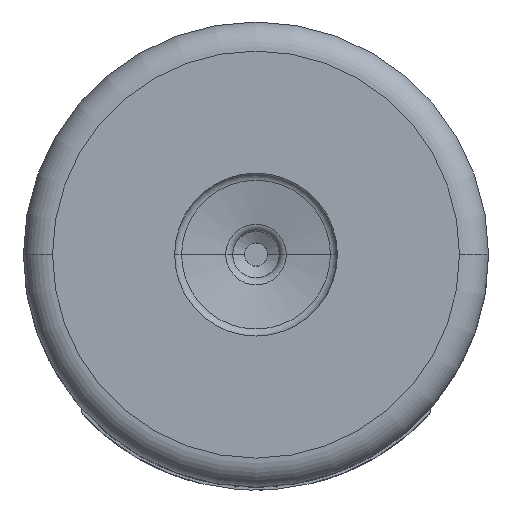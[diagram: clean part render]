
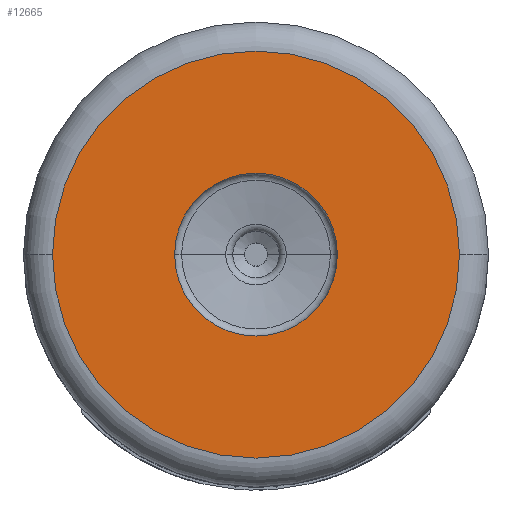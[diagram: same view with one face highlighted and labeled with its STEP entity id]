
A CAD part, front view. The second image highlights one B-rep face of the part: STEP entity #12665.
In plain terms, the highlighted planar face has unit normal (0, -1, 0).
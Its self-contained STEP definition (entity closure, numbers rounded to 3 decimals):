
#1586=CARTESIAN_POINT('',(0.,-4.,0.));
#1587=DIRECTION('',(0.,-1.,0.));
#1588=DIRECTION('',(1.,0.,0.));
#1589=AXIS2_PLACEMENT_3D('',#1586,#1587,#1588);
#1601=CARTESIAN_POINT('',(0.,-4.,0.));
#1602=DIRECTION('',(0.,-1.,0.));
#1603=DIRECTION('',(-1.,0.,0.));
#1604=AXIS2_PLACEMENT_3D('',#1601,#1602,#1603);
#1606=CARTESIAN_POINT('',(0.,-4.,0.));
#1607=DIRECTION('',(0.,-1.,0.));
#1608=DIRECTION('',(1.,0.,0.));
#1609=AXIS2_PLACEMENT_3D('',#1606,#1607,#1608);
#1611=CARTESIAN_POINT('',(0.,-4.,0.));
#1612=DIRECTION('',(0.,-1.,0.));
#1613=DIRECTION('',(-1.,0.,0.));
#1614=AXIS2_PLACEMENT_3D('',#1611,#1612,#1613);
#10755=CARTESIAN_POINT('',(-1.4,-4.,0.));
#10756=CARTESIAN_POINT('',(1.4,-4.,0.));
#10757=VERTEX_POINT('',#10755);
#10758=VERTEX_POINT('',#10756);
#10759=CARTESIAN_POINT('',(3.5,-4.,0.));
#10760=CARTESIAN_POINT('',(-3.5,-4.,0.));
#10761=VERTEX_POINT('',#10759);
#10762=VERTEX_POINT('',#10760);
#12649=CARTESIAN_POINT('',(0.,-4.,0.));
#12650=DIRECTION('',(0.,1.,0.));
#12651=DIRECTION('',(1.,0.,0.));
#12652=AXIS2_PLACEMENT_3D('',#12649,#12650,#12651);
#12653=PLANE('',#12652);
#12654=ORIENTED_EDGE('',*,*,#12639,.F.);
#12656=ORIENTED_EDGE('',*,*,#12655,.F.);
#12657=EDGE_LOOP('',(#12654,#12656));
#12658=FACE_OUTER_BOUND('',#12657,.F.);
#12660=ORIENTED_EDGE('',*,*,#12659,.T.);
#12662=ORIENTED_EDGE('',*,*,#12661,.T.);
#12663=EDGE_LOOP('',(#12660,#12662));
#12664=FACE_BOUND('',#12663,.F.);
#12665=ADVANCED_FACE('',(#12658,#12664),#12653,.F.);
#1590=CIRCLE('',#1589,3.5);
#1605=CIRCLE('',#1604,1.4);
#1610=CIRCLE('',#1609,1.4);
#1615=CIRCLE('',#1614,3.5);
#12639=EDGE_CURVE('',#10761,#10762,#1590,.T.);
#12655=EDGE_CURVE('',#10762,#10761,#1615,.T.);
#12659=EDGE_CURVE('',#10757,#10758,#1605,.T.);
#12661=EDGE_CURVE('',#10758,#10757,#1610,.T.);
